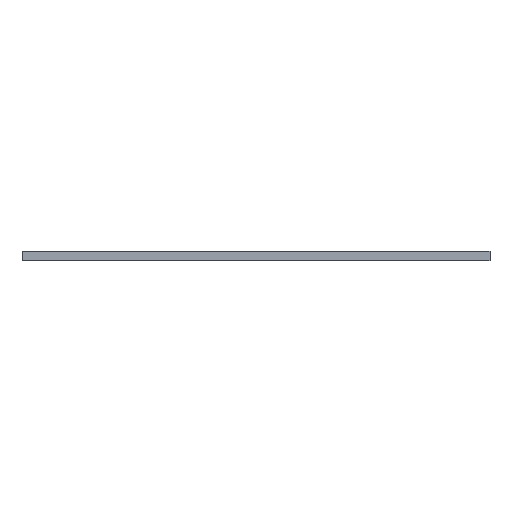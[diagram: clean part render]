
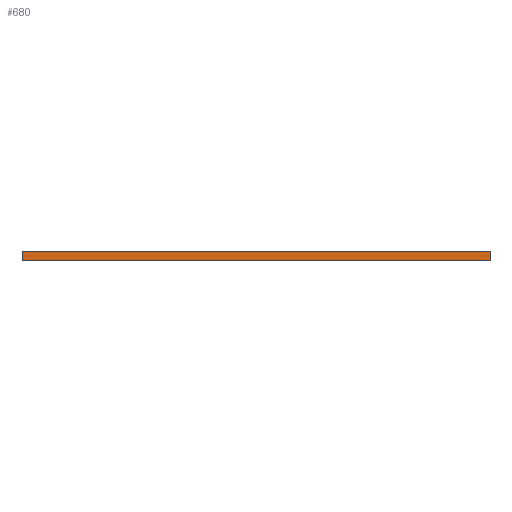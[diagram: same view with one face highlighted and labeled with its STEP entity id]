
A CAD part, front view. The second image highlights one B-rep face of the part: STEP entity #680.
In plain terms, the highlighted planar face has unit normal (0, -1, 0).
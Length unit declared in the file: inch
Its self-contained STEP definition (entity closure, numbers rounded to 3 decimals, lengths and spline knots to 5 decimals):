
#59=PLANE('',#776);
#90=FACE_OUTER_BOUND('',#122,.T.);
#122=EDGE_LOOP('',(#555,#556,#557,#558));
#200=LINE('',#1156,#238);
#201=LINE('',#1159,#239);
#202=LINE('',#1161,#240);
#203=LINE('',#1162,#241);
#238=VECTOR('',#970,0.3937);
#239=VECTOR('',#973,0.3937);
#240=VECTOR('',#974,0.3937);
#241=VECTOR('',#975,0.3937);
#351=VERTEX_POINT('',#1152);
#352=VERTEX_POINT('',#1154);
#353=VERTEX_POINT('',#1158);
#354=VERTEX_POINT('',#1160);
#438=EDGE_CURVE('',#351,#352,#200,.T.);
#439=EDGE_CURVE('',#353,#351,#201,.T.);
#440=EDGE_CURVE('',#354,#352,#202,.T.);
#441=EDGE_CURVE('',#353,#354,#203,.T.);
#555=ORIENTED_EDGE('',*,*,#439,.T.);
#556=ORIENTED_EDGE('',*,*,#438,.T.);
#557=ORIENTED_EDGE('',*,*,#440,.F.);
#558=ORIENTED_EDGE('',*,*,#441,.F.);
#680=ADVANCED_FACE('',(#90),#59,.T.);
#776=AXIS2_PLACEMENT_3D('',#1157,#971,#972);
#970=DIRECTION('',(0.,0.,-1.));
#971=DIRECTION('center_axis',(0.,-1.,0.));
#972=DIRECTION('ref_axis',(-1.,0.,0.));
#973=DIRECTION('',(-1.,0.,0.));
#974=DIRECTION('',(-1.,0.,0.));
#975=DIRECTION('',(0.,0.,-1.));
#1152=CARTESIAN_POINT('',(-6.25,2.,17.25));
#1154=CARTESIAN_POINT('',(-6.25,2.,17.));
#1156=CARTESIAN_POINT('',(-6.25,2.,17.25));
#1157=CARTESIAN_POINT('Origin',(6.25,2.,17.25));
#1158=CARTESIAN_POINT('',(6.25,2.,17.25));
#1159=CARTESIAN_POINT('',(6.25,2.,17.25));
#1160=CARTESIAN_POINT('',(6.25,2.,17.));
#1161=CARTESIAN_POINT('',(6.25,2.,17.));
#1162=CARTESIAN_POINT('',(6.25,2.,17.25));
